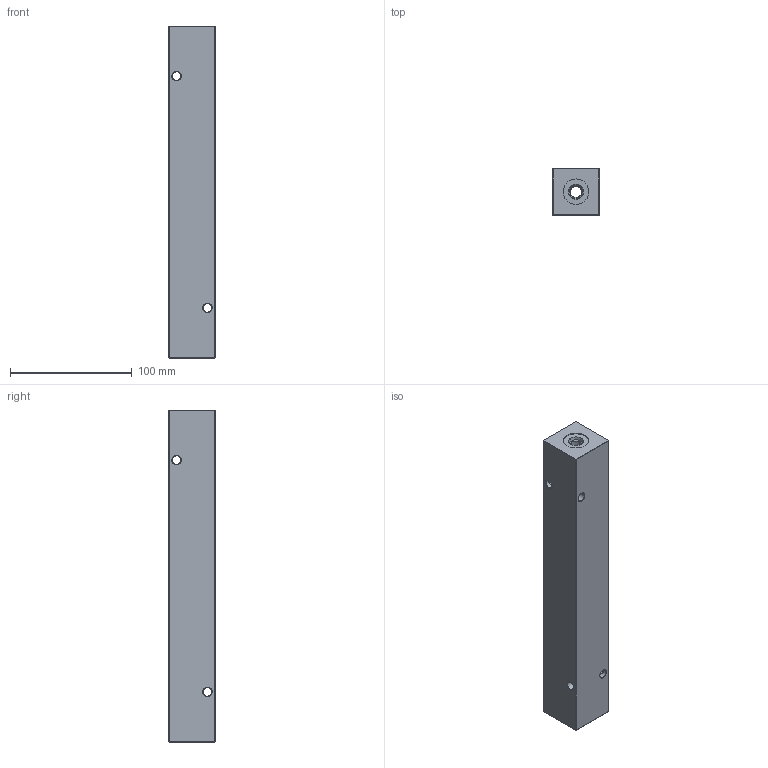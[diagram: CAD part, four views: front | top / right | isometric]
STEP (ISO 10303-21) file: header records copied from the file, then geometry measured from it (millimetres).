
FILE_DESCRIPTION (( 'STEP AP203' ), '1' );
FILE_NAME ('HM-7-90-S-4-4.STEP', '2020-11-09T14:06:34', ( '' ), ( '' ), 'SwSTEP 2.0', 'SolidWorks 2019', '' );
FILE_SCHEMA (( 'CONFIG_CONTROL_DESIGN' ));
Length unit declared in the file: inch
Products named in the file (1): HM-7-90-S-4-4
Bounding box: 38.1 x 38.1 x 273.05 mm (x, y, z)
Volume: 350064.5 mm3; surface area: 59805 mm2
Topology: 1 solids, 1 shells, 711 faces, 1827 edges, 1161 vertices
Faces by surface type: plane 263, bspline 177, cylinder 138, cone 133
Entity records: 30232 total; most frequent: CARTESIAN_POINT 14325, ORIENTED_EDGE 3654, DIRECTION 2645, EDGE_CURVE 1827, VERTEX_POINT 1161, LINE 947, VECTOR 947, AXIS2_PLACEMENT_3D 849
